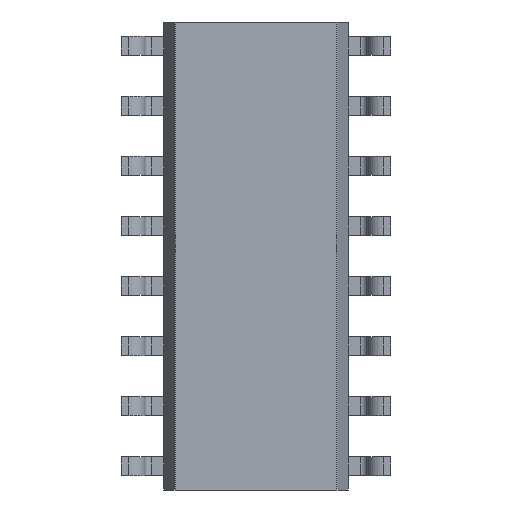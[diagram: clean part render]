
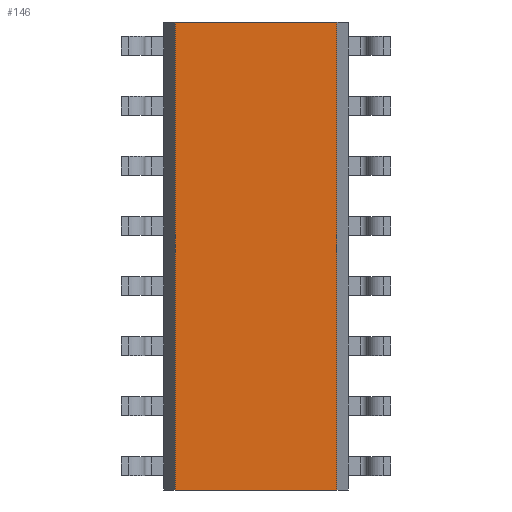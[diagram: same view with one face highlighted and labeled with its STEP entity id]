
A CAD part, front view. The second image highlights one B-rep face of the part: STEP entity #146.
In plain terms, the highlighted planar face has unit normal (0, -1, 0).
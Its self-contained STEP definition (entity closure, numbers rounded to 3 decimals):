
#63 = ORIENTED_EDGE ( 'NONE', *, *, #85, .T. ) ;
#74 = VERTEX_POINT ( 'NONE', #5757 ) ;
#75 = VERTEX_POINT ( 'NONE', #5754 ) ;
#85 = EDGE_CURVE ( 'NONE', #74, #75, #5708, .T. ) ;
#103 = ORIENTED_EDGE ( 'NONE', *, *, #104, .F. ) ;
#104 = EDGE_CURVE ( 'NONE', #105, #150, #5973, .T. ) ;
#105 = VERTEX_POINT ( 'NONE', #5965 ) ;
#106 = ORIENTED_EDGE ( 'NONE', *, *, #107, .F. ) ;
#107 = EDGE_CURVE ( 'NONE', #74, #105, #6122, .T. ) ;
#146 = ADVANCED_FACE ( 'Face2', ( #5923 ), #6734, .F. ) ;
#147 = EDGE_LOOP ( 'NONE', ( #148, #103, #106, #63 ) ) ;
#148 = ORIENTED_EDGE ( 'NONE', *, *, #149, .T. ) ;
#149 = EDGE_CURVE ( 'NONE', #75, #150, #6733, .T. ) ;
#150 = VERTEX_POINT ( 'NONE', #6725 ) ;
#5704 = DIRECTION ( 'NONE',  ( 0., 0., -1. ) ) ;
#5705 = VECTOR ( 'NONE', #5704, 1000. ) ;
#5706 = CARTESIAN_POINT ( 'NONE',  ( -1.713, -0.75, 4.95 ) ) ;
#5708 = LINE ( 'NONE', #5706, #5705 ) ;
#5754 = CARTESIAN_POINT ( 'NONE',  ( -1.713, -0.75, -4.95 ) ) ;
#5757 = CARTESIAN_POINT ( 'NONE',  ( -1.713, -0.75, 4.95 ) ) ;
#5923 = FACE_OUTER_BOUND ( 'NONE', #147, .T. ) ;
#5965 = CARTESIAN_POINT ( 'NONE',  ( 1.713, -0.75, 4.95 ) ) ;
#5967 = DIRECTION ( 'NONE',  ( 0., 0., -1. ) ) ;
#5969 = VECTOR ( 'NONE', #5967, 1000. ) ;
#5971 = CARTESIAN_POINT ( 'NONE',  ( 1.713, -0.75, 4.95 ) ) ;
#5973 = LINE ( 'NONE', #5971, #5969 ) ;
#6119 = DIRECTION ( 'NONE',  ( 1., 0., 0. ) ) ;
#6120 = VECTOR ( 'NONE', #6119, 1000. ) ;
#6121 = CARTESIAN_POINT ( 'NONE',  ( -1.713, -0.75, 4.95 ) ) ;
#6122 = LINE ( 'NONE', #6121, #6120 ) ;
#6725 = CARTESIAN_POINT ( 'NONE',  ( 1.713, -0.75, -4.95 ) ) ;
#6726 = DIRECTION ( 'NONE',  ( 1., 0., 0. ) ) ;
#6727 = VECTOR ( 'NONE', #6726, 1000. ) ;
#6728 = CARTESIAN_POINT ( 'NONE',  ( -1.713, -0.75, -4.95 ) ) ;
#6729 = DIRECTION ( 'NONE',  ( 0., 0., 1. ) ) ;
#6730 = DIRECTION ( 'NONE',  ( 0., 1., 0. ) ) ;
#6731 = CARTESIAN_POINT ( 'NONE',  ( -1.713, -0.75, 4.95 ) ) ;
#6732 = AXIS2_PLACEMENT_3D ( 'NONE', #6731, #6730, #6729 ) ;
#6733 = LINE ( 'NONE', #6728, #6727 ) ;
#6734 = PLANE ( 'NONE',  #6732 ) ;
